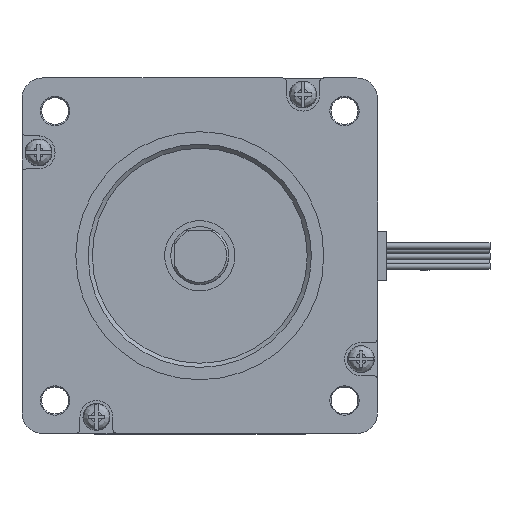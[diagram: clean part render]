
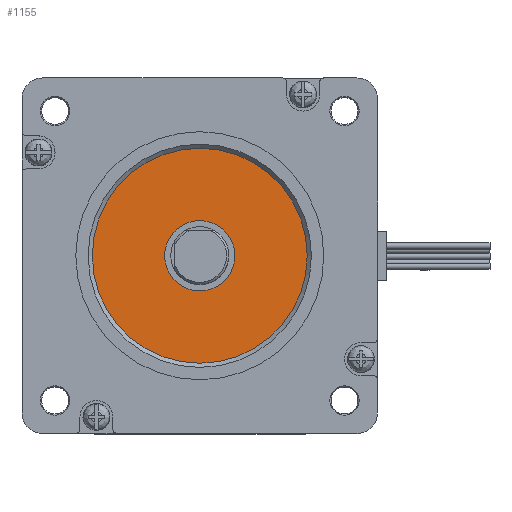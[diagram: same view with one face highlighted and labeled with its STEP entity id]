
A CAD part, top view. The second image highlights one B-rep face of the part: STEP entity #1155.
In plain terms, the highlighted planar face has unit normal (0, 0, 1).
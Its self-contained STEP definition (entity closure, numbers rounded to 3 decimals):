
#1155 = ADVANCED_FACE( '', ( #2307, #2308 ), #2309, .F. );
#2307 = FACE_OUTER_BOUND( '', #3876, .T. );
#2308 = FACE_BOUND( '', #3877, .T. );
#2309 = PLANE( '', #3878 );
#3876 = EDGE_LOOP( '', ( #6656 ) );
#3877 = EDGE_LOOP( '', ( #6657 ) );
#3878 = AXIS2_PLACEMENT_3D( '', #6658, #6659, #6660 );
#6656 = ORIENTED_EDGE( '', *, *, #7358, .F. );
#6657 = ORIENTED_EDGE( '', *, *, #6848, .F. );
#6658 = CARTESIAN_POINT( '', ( 0., 0., 18.1 ) );
#6659 = DIRECTION( '', ( 0., 0., -1. ) );
#6660 = DIRECTION( '', ( -1., 0., 0. ) );
#6848 = EDGE_CURVE( '', #8014, #8014, #8015, .F. );
#7358 = EDGE_CURVE( '', #8851, #8851, #8852, .T. );
#8014 = VERTEX_POINT( '', #9700 );
#8015 = CIRCLE( '', #9701, 8.5 );
#8851 = VERTEX_POINT( '', #11039 );
#8852 = CIRCLE( '', #11040, 26. );
#9700 = CARTESIAN_POINT( '', ( -8.5, 0., 18.1 ) );
#9701 = AXIS2_PLACEMENT_3D( '', #12189, #12190, #12191 );
#11039 = CARTESIAN_POINT( '', ( 26., 0., 18.1 ) );
#11040 = AXIS2_PLACEMENT_3D( '', #12827, #12828, #12829 );
#12189 = CARTESIAN_POINT( '', ( 0., 0., 18.1 ) );
#12190 = DIRECTION( '', ( 0., 0., -1. ) );
#12191 = DIRECTION( '', ( -1., 0., 0. ) );
#12827 = CARTESIAN_POINT( '', ( 0., 0., 18.1 ) );
#12828 = DIRECTION( '', ( 0., 0., -1. ) );
#12829 = DIRECTION( '', ( 1., 0., 0. ) );
